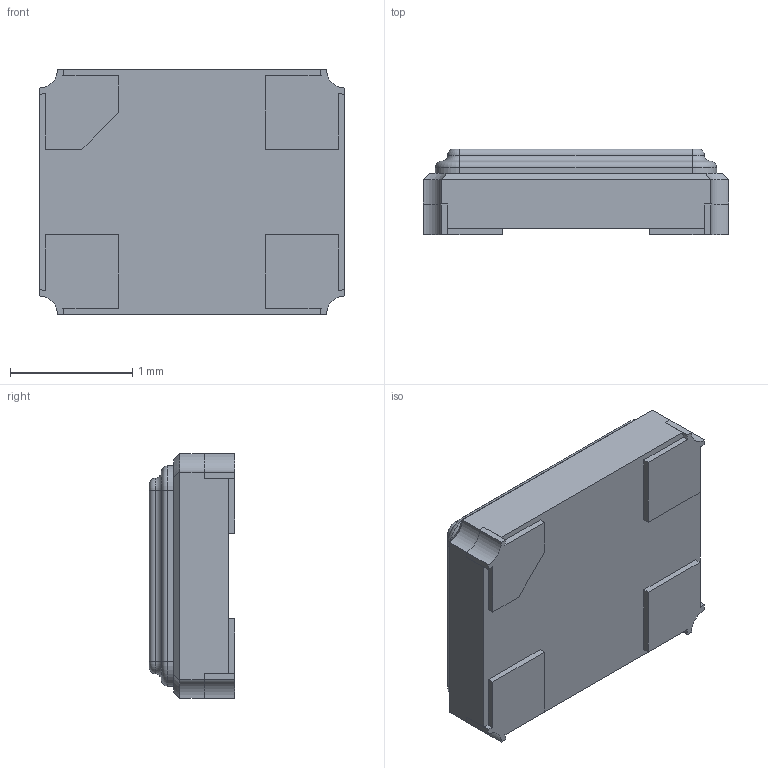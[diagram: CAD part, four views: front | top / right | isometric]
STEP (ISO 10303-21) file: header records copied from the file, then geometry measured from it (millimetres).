
FILE_DESCRIPTION (( 'STEP AP214' ), '1' );
FILE_NAME ('2520 SMD Crystal Oscillator.STEP', '2018-11-25T16:29:16', ( 'M.B.I.' ), ( '' ), 'SwSTEP 2.0', '', '' );
FILE_SCHEMA (( 'AUTOMOTIVE_DESIGN' ));
Length unit declared in the file: millimetre
Products named in the file (1): 2520 SMD Crystal Oscillator
Bounding box: 2.5 x 0.7 x 2 mm (x, y, z)
Volume: 3 mm3; surface area: 26.7 mm2
Topology: 6 solids, 6 shells, 206 faces, 516 edges, 332 vertices
Faces by surface type: plane 86, bspline 66, cylinder 34, torus 16, cone 4
Entity records: 11108 total; most frequent: CARTESIAN_POINT 5401, ORIENTED_EDGE 1032, DIRECTION 758, EDGE_CURVE 516, VERTEX_POINT 332, LINE 276, VECTOR 276, AXIS2_PLACEMENT_3D 241
